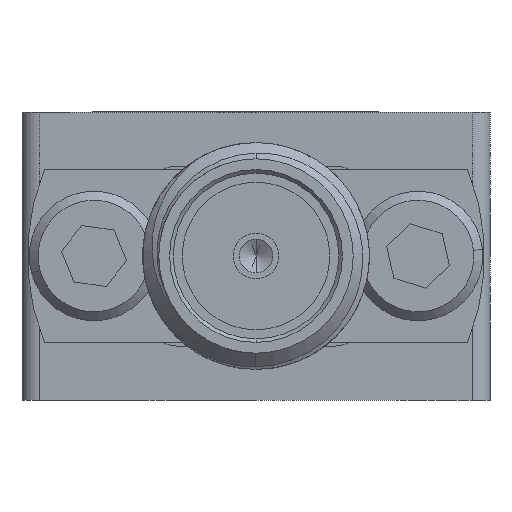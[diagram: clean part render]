
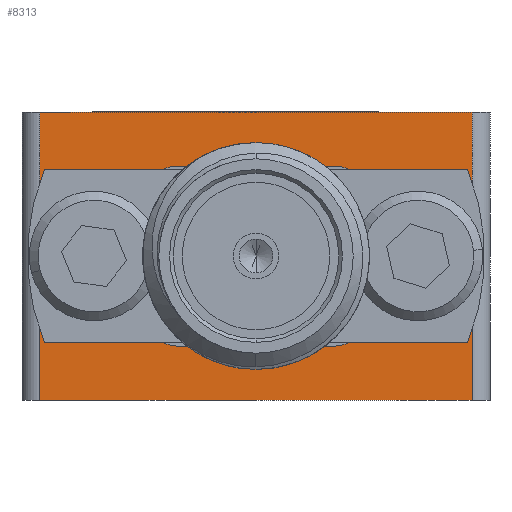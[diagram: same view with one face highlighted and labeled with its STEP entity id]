
A CAD part, left-side view. The second image highlights one B-rep face of the part: STEP entity #8313.
In plain terms, the highlighted planar face has unit normal (-1, 0, 0).
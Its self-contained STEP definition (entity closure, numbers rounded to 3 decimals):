
#30 = CARTESIAN_POINT ( 'NONE',  ( 0., 6., 0. ) ) ;
#58 = LINE ( 'NONE', #7039, #1036 ) ;
#404 = FACE_BOUND ( 'NONE', #13625, .T. ) ;
#419 = AXIS2_PLACEMENT_3D ( 'NONE', #1113, #17609, #1382 ) ;
#468 = DIRECTION ( 'NONE',  ( 0., 1., 0. ) ) ;
#574 = DIRECTION ( 'NONE',  ( -1., 0., 0. ) ) ;
#609 = AXIS2_PLACEMENT_3D ( 'NONE', #9155, #14455, #13196 ) ;
#761 = EDGE_CURVE ( 'NONE', #7891, #9285, #7271, .T. ) ;
#980 = VERTEX_POINT ( 'NONE', #4034 ) ;
#1036 = VECTOR ( 'NONE', #6952, 1000. ) ;
#1082 = DIRECTION ( 'NONE',  ( 0., 0., 1. ) ) ;
#1113 = CARTESIAN_POINT ( 'NONE',  ( 0., 4.501, -4. ) ) ;
#1382 = DIRECTION ( 'NONE',  ( 0., 0., 1. ) ) ;
#1820 = FACE_OUTER_BOUND ( 'NONE', #3673, .T. ) ;
#2092 = LINE ( 'NONE', #15992, #14100 ) ;
#2126 = AXIS2_PLACEMENT_3D ( 'NONE', #11156, #9903, #10077 ) ;
#2222 = CARTESIAN_POINT ( 'NONE',  ( 0., -6., 0. ) ) ;
#2249 = AXIS2_PLACEMENT_3D ( 'NONE', #17402, #5123, #9239 ) ;
#2301 = CIRCLE ( 'NONE', #12626, 0.8 ) ;
#2401 = LINE ( 'NONE', #2222, #2761 ) ;
#2576 = CARTESIAN_POINT ( 'NONE',  ( 0., 5.556, -4.283 ) ) ;
#2668 = CARTESIAN_POINT ( 'NONE',  ( 0., -3., -2.3 ) ) ;
#2700 = EDGE_CURVE ( 'NONE', #10779, #9285, #2092, .T. ) ;
#2740 = VERTEX_POINT ( 'NONE', #14466 ) ;
#2761 = VECTOR ( 'NONE', #7690, 1000. ) ;
#2954 = LINE ( 'NONE', #5829, #4482 ) ;
#3084 = CARTESIAN_POINT ( 'NONE',  ( 0., -2.2, -5.7 ) ) ;
#3172 = FACE_BOUND ( 'NONE', #13533, .T. ) ;
#3617 = DIRECTION ( 'NONE',  ( 0., 0., 1. ) ) ;
#3673 = EDGE_LOOP ( 'NONE', ( #7991, #13167, #9226, #6624 ) ) ;
#3872 = EDGE_CURVE ( 'NONE', #7724, #5934, #10888, .T. ) ;
#3873 = ORIENTED_EDGE ( 'NONE', *, *, #16571, .F. ) ;
#3903 = ORIENTED_EDGE ( 'NONE', *, *, #12488, .F. ) ;
#4034 = CARTESIAN_POINT ( 'NONE',  ( 0., 3., -2.3 ) ) ;
#4077 = DIRECTION ( 'NONE',  ( -1., 0., 0. ) ) ;
#4171 = CARTESIAN_POINT ( 'NONE',  ( 0., -2.2, -6.5 ) ) ;
#4307 = DIRECTION ( 'NONE',  ( 1., 0., 0. ) ) ;
#4482 = VECTOR ( 'NONE', #5642, 1000. ) ;
#4580 = VERTEX_POINT ( 'NONE', #2576 ) ;
#4638 = CARTESIAN_POINT ( 'NONE',  ( 0., -6., -8. ) ) ;
#5032 = DIRECTION ( 'NONE',  ( -1., 0., 0. ) ) ;
#5123 = DIRECTION ( 'NONE',  ( 1., 0., 0. ) ) ;
#5170 = VECTOR ( 'NONE', #468, 1000. ) ;
#5642 = DIRECTION ( 'NONE',  ( 0., 0., -1. ) ) ;
#5668 = CARTESIAN_POINT ( 'NONE',  ( 0., -5.587, -3.887 ) ) ;
#5690 = FACE_BOUND ( 'NONE', #12725, .T. ) ;
#5737 = CARTESIAN_POINT ( 'NONE',  ( 0., -4.501, -4. ) ) ;
#5775 = ORIENTED_EDGE ( 'NONE', *, *, #10646, .F. ) ;
#5829 = CARTESIAN_POINT ( 'NONE',  ( 0., 3., -5.7 ) ) ;
#5867 = PLANE ( 'NONE',  #2126 ) ;
#5934 = VERTEX_POINT ( 'NONE', #2668 ) ;
#6583 = CARTESIAN_POINT ( 'NONE',  ( 0., 3.446, -3.717 ) ) ;
#6624 = ORIENTED_EDGE ( 'NONE', *, *, #12098, .F. ) ;
#6855 = VECTOR ( 'NONE', #12233, 1000. ) ;
#6952 = DIRECTION ( 'NONE',  ( 0., 1., 0. ) ) ;
#7039 = CARTESIAN_POINT ( 'NONE',  ( 0., -2.2, -1.5 ) ) ;
#7271 = LINE ( 'NONE', #15522, #5170 ) ;
#7327 = VERTEX_POINT ( 'NONE', #9269 ) ;
#7690 = DIRECTION ( 'NONE',  ( 0., 0., -1. ) ) ;
#7724 = VERTEX_POINT ( 'NONE', #13512 ) ;
#7891 = VERTEX_POINT ( 'NONE', #4638 ) ;
#7985 = CIRCLE ( 'NONE', #2249, 1.092 ) ;
#7991 = ORIENTED_EDGE ( 'NONE', *, *, #10475, .T. ) ;
#8023 = LINE ( 'NONE', #4171, #12458 ) ;
#8097 = VERTEX_POINT ( 'NONE', #6583 ) ;
#8122 = EDGE_CURVE ( 'NONE', #8097, #4580, #8130, .T. ) ;
#8130 = CIRCLE ( 'NONE', #419, 1.092 ) ;
#8149 = CARTESIAN_POINT ( 'NONE',  ( 0., -2.2, -1.5 ) ) ;
#8188 = CARTESIAN_POINT ( 'NONE',  ( 0., 3., -5.7 ) ) ;
#8277 = CARTESIAN_POINT ( 'NONE',  ( 0., 2.2, -5.7 ) ) ;
#8313 = ADVANCED_FACE ( 'NONE', ( #1820, #3172, #404, #5690 ), #5867, .T. ) ;
#8315 = ORIENTED_EDGE ( 'NONE', *, *, #8122, .T. ) ;
#8815 = LINE ( 'NONE', #12684, #17084 ) ;
#9091 = EDGE_CURVE ( 'NONE', #14057, #15363, #8023, .T. ) ;
#9155 = CARTESIAN_POINT ( 'NONE',  ( 0., 4.501, -4. ) ) ;
#9183 = CIRCLE ( 'NONE', #609, 1.092 ) ;
#9226 = ORIENTED_EDGE ( 'NONE', *, *, #761, .F. ) ;
#9239 = DIRECTION ( 'NONE',  ( 0., 0., 1. ) ) ;
#9250 = CARTESIAN_POINT ( 'NONE',  ( 0., 2.2, -2.3 ) ) ;
#9269 = CARTESIAN_POINT ( 'NONE',  ( 0., -6., 0. ) ) ;
#9285 = VERTEX_POINT ( 'NONE', #16983 ) ;
#9630 = VERTEX_POINT ( 'NONE', #5668 ) ;
#9813 = DIRECTION ( 'NONE',  ( 0., 0., 1. ) ) ;
#9903 = DIRECTION ( 'NONE',  ( -1., 0., 0. ) ) ;
#9920 = ORIENTED_EDGE ( 'NONE', *, *, #3872, .F. ) ;
#9942 = VERTEX_POINT ( 'NONE', #8149 ) ;
#9992 = ORIENTED_EDGE ( 'NONE', *, *, #9091, .F. ) ;
#10077 = DIRECTION ( 'NONE',  ( 0., 0., 1. ) ) ;
#10112 = EDGE_CURVE ( 'NONE', #9630, #13446, #13061, .T. ) ;
#10179 = EDGE_CURVE ( 'NONE', #980, #16478, #2954, .T. ) ;
#10345 = DIRECTION ( 'NONE',  ( 0., 0., -1. ) ) ;
#10475 = EDGE_CURVE ( 'NONE', #7327, #10779, #8815, .T. ) ;
#10646 = EDGE_CURVE ( 'NONE', #2740, #980, #16181, .T. ) ;
#10779 = VERTEX_POINT ( 'NONE', #30 ) ;
#10796 = CARTESIAN_POINT ( 'NONE',  ( 0., -3., -5.7 ) ) ;
#10888 = LINE ( 'NONE', #10796, #6855 ) ;
#11054 = AXIS2_PLACEMENT_3D ( 'NONE', #5737, #4307, #16765 ) ;
#11156 = CARTESIAN_POINT ( 'NONE',  ( 0., -6., 0. ) ) ;
#11250 = DIRECTION ( 'NONE',  ( 0., 1., 0. ) ) ;
#11361 = ORIENTED_EDGE ( 'NONE', *, *, #10179, .F. ) ;
#11586 = ORIENTED_EDGE ( 'NONE', *, *, #16737, .T. ) ;
#11599 = DIRECTION ( 'NONE',  ( -1., 0., 0. ) ) ;
#12098 = EDGE_CURVE ( 'NONE', #7327, #7891, #2401, .T. ) ;
#12233 = DIRECTION ( 'NONE',  ( 0., 0., 1. ) ) ;
#12458 = VECTOR ( 'NONE', #13495, 1000. ) ;
#12488 = EDGE_CURVE ( 'NONE', #9942, #2740, #58, .T. ) ;
#12626 = AXIS2_PLACEMENT_3D ( 'NONE', #3084, #574, #9813 ) ;
#12684 = CARTESIAN_POINT ( 'NONE',  ( 0., -6., 0. ) ) ;
#12725 = EDGE_LOOP ( 'NONE', ( #3873, #11361, #5775, #3903, #16139, #9920, #13274, #9992 ) ) ;
#13035 = AXIS2_PLACEMENT_3D ( 'NONE', #9250, #11599, #3617 ) ;
#13061 = CIRCLE ( 'NONE', #11054, 1.092 ) ;
#13167 = ORIENTED_EDGE ( 'NONE', *, *, #2700, .T. ) ;
#13196 = DIRECTION ( 'NONE',  ( 0., 0., 1. ) ) ;
#13274 = ORIENTED_EDGE ( 'NONE', *, *, #16640, .F. ) ;
#13446 = VERTEX_POINT ( 'NONE', #15041 ) ;
#13461 = CARTESIAN_POINT ( 'NONE',  ( 0., -2.2, -2.3 ) ) ;
#13495 = DIRECTION ( 'NONE',  ( 0., -1., 0. ) ) ;
#13512 = CARTESIAN_POINT ( 'NONE',  ( 0., -3., -5.7 ) ) ;
#13533 = EDGE_LOOP ( 'NONE', ( #14209, #16455 ) ) ;
#13625 = EDGE_LOOP ( 'NONE', ( #11586, #8315 ) ) ;
#13713 = CIRCLE ( 'NONE', #17144, 0.8 ) ;
#14057 = VERTEX_POINT ( 'NONE', #14563 ) ;
#14100 = VECTOR ( 'NONE', #10345, 1000. ) ;
#14209 = ORIENTED_EDGE ( 'NONE', *, *, #14673, .T. ) ;
#14455 = DIRECTION ( 'NONE',  ( 1., 0., 0. ) ) ;
#14466 = CARTESIAN_POINT ( 'NONE',  ( 0., 2.2, -1.5 ) ) ;
#14563 = CARTESIAN_POINT ( 'NONE',  ( 0., 2.2, -6.5 ) ) ;
#14566 = EDGE_CURVE ( 'NONE', #5934, #9942, #13713, .T. ) ;
#14673 = EDGE_CURVE ( 'NONE', #13446, #9630, #7985, .T. ) ;
#14830 = CARTESIAN_POINT ( 'NONE',  ( 0., -2.2, -6.5 ) ) ;
#14923 = DIRECTION ( 'NONE',  ( 0., 0., 1. ) ) ;
#15041 = CARTESIAN_POINT ( 'NONE',  ( 0., -3.415, -4.113 ) ) ;
#15363 = VERTEX_POINT ( 'NONE', #14830 ) ;
#15522 = CARTESIAN_POINT ( 'NONE',  ( 0., -6., -8. ) ) ;
#15992 = CARTESIAN_POINT ( 'NONE',  ( 0., 6., 0. ) ) ;
#16139 = ORIENTED_EDGE ( 'NONE', *, *, #14566, .F. ) ;
#16181 = CIRCLE ( 'NONE', #13035, 0.8 ) ;
#16455 = ORIENTED_EDGE ( 'NONE', *, *, #10112, .T. ) ;
#16478 = VERTEX_POINT ( 'NONE', #8188 ) ;
#16571 = EDGE_CURVE ( 'NONE', #16478, #14057, #16633, .T. ) ;
#16633 = CIRCLE ( 'NONE', #17206, 0.8 ) ;
#16640 = EDGE_CURVE ( 'NONE', #15363, #7724, #2301, .T. ) ;
#16737 = EDGE_CURVE ( 'NONE', #4580, #8097, #9183, .T. ) ;
#16765 = DIRECTION ( 'NONE',  ( 0., 0., 1. ) ) ;
#16983 = CARTESIAN_POINT ( 'NONE',  ( 0., 6., -8. ) ) ;
#17084 = VECTOR ( 'NONE', #11250, 1000. ) ;
#17144 = AXIS2_PLACEMENT_3D ( 'NONE', #13461, #5032, #1082 ) ;
#17206 = AXIS2_PLACEMENT_3D ( 'NONE', #8277, #4077, #14923 ) ;
#17402 = CARTESIAN_POINT ( 'NONE',  ( 0., -4.501, -4. ) ) ;
#17609 = DIRECTION ( 'NONE',  ( 1., 0., 0. ) ) ;
